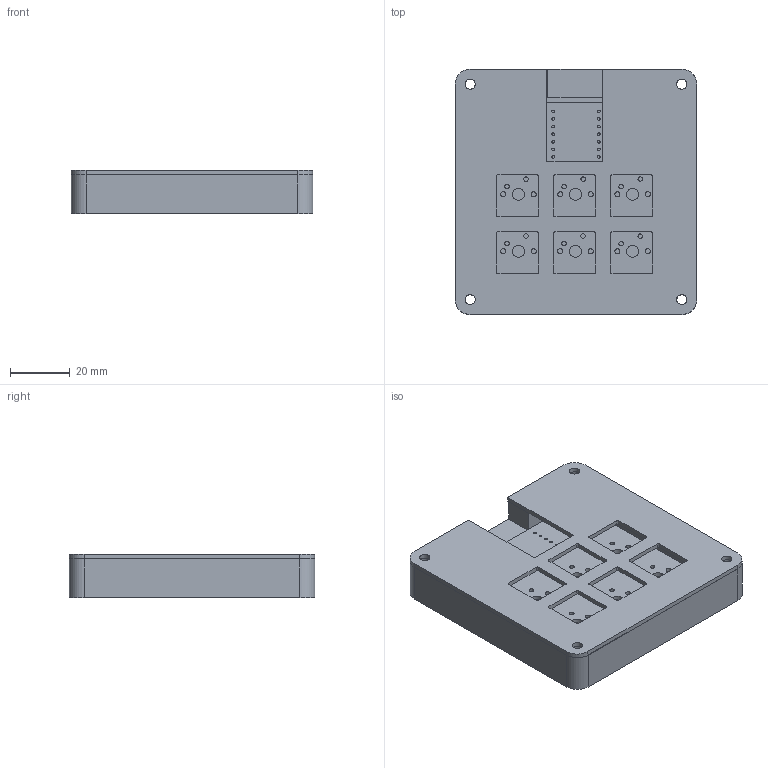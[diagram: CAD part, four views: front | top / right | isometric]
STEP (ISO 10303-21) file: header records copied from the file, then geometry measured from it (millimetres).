
FILE_DESCRIPTION(/* description */ (''),/* implementation_level */ '2;1');
FILE_NAME(/* name */ 'Mustafa Ali''s Macropad Fully Assembled.step',/* time_stamp */ '2025-12-04T08:42:08-07:00',/* author */ (''),/* organization */ (''),/* preprocessor_version */ 'ST-DEVELOPER v20.1',/* originating_system */ 'Autodesk Translation Framework v14.21.0.0',/* authorisation */ '');
FILE_SCHEMA (('AUTOMOTIVE_DESIGN { 1 0 10303 214 3 1 1 }'));
Length unit declared in the file: millimetre
Products named in the file (6): 2025-12-04-08-33-57-916; 2025-12-04-06-40-20-500; 2025-12-04-06-40-20-501; 2025-12-03-20-54-11-540; 2025-12-03-20-54-57-075; 2025-12-03-23-03-01-889
Assembly tree (2 placements, depth 3):
  2025-12-04-08-33-57-916
    2025-12-04-06-40-20-500
      2025-12-04-06-40-20-501
  2025-12-03-20-54-11-540
  2025-12-03-20-54-57-075
  2025-12-03-23-03-01-889
Bounding box: 80.72 x 82.04 x 14.5 mm (x, y, z)
Volume: 58574.7 mm3; surface area: 38683 mm2
Topology: 3 solids, 3 shells, 146 faces, 408 edges, 272 vertices
Faces by surface type: cylinder 88, plane 58
Full cylindrical faces by diameter (mm): 0.889 x14, 1.5 x12, 1.7 x12, 3.4 x8, 4 x6, 6 x4
Entity records: 5164 total; most frequent: DIRECTION 898, CARTESIAN_POINT 837, ORIENTED_EDGE 816, EDGE_CURVE 408, AXIS2_PLACEMENT_3D 333, VERTEX_POINT 272, EDGE_LOOP 266, LINE 232
